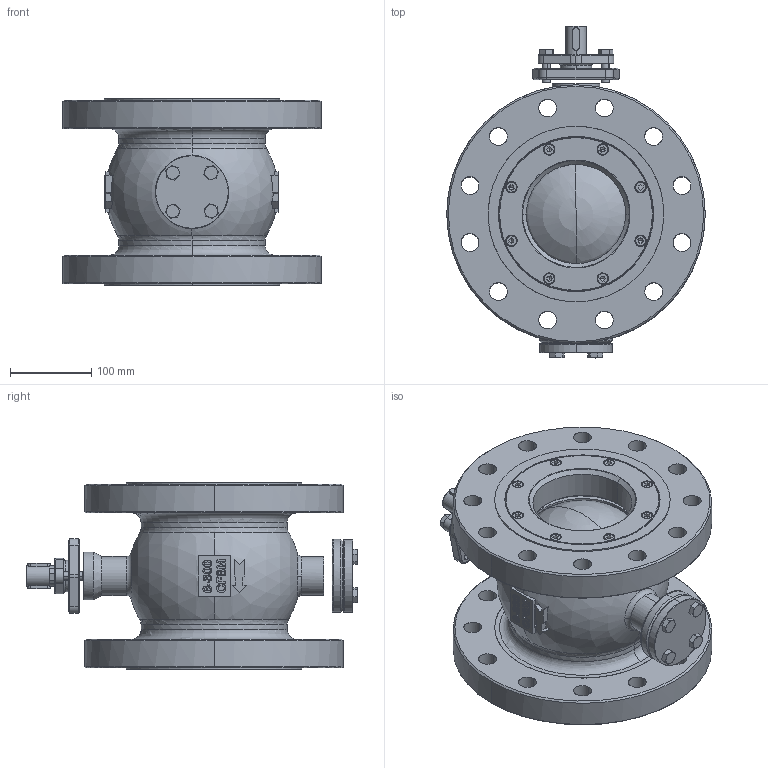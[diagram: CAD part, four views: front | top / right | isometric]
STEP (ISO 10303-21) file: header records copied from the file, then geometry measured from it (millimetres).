
FILE_DESCRIPTION (( 'STEP AP214' ), '1' );
FILE_NAME ('VX-F3-0600-XXX.step', '2019-10-18T12:34:49', ( '' ), ( '' ), 'SwSTEP 2.0', 'SolidWorks 2019', '' );
FILE_SCHEMA (( 'AUTOMOTIVE_DESIGN' ));
Length unit declared in the file: inch
Products named in the file (2): VX-F3-0600-XXX
Bounding box: 318 x 408.4 x 229 mm (x, y, z)
Surface area: 756424.7 mm2 (no closed solid volume)
Topology: 0 solids, 42 shells, 629 faces, 1864 edges, 1258 vertices
Faces by surface type: plane 223, cylinder 154, bspline 96, cone 84, torus 62, sphere 10
Entity records: 57726 total; most frequent: CARTESIAN_POINT 36753, ORIENTED_EDGE 3244, EDGE_CURVE 1849, B_SPLINE_CURVE_WITH_KNOTS 1789, VERTEX_POINT 1258, DIRECTION 1160, EDGE_LOOP 750, UNCERTAINTY_MEASURE_WITH_UNIT 631
